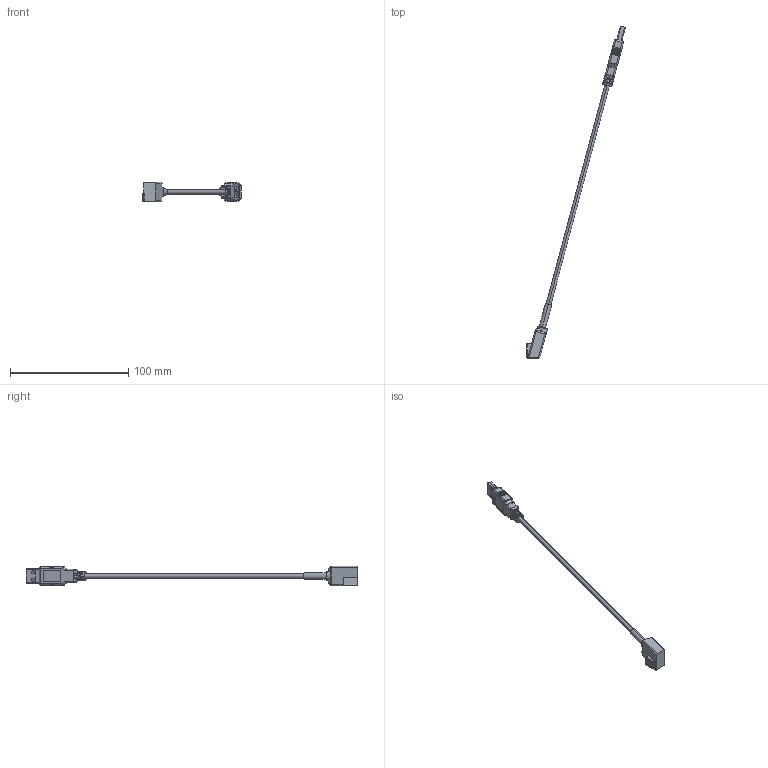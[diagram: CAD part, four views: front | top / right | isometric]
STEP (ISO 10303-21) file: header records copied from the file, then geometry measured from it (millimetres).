
FILE_DESCRIPTION((''),'2;1');
FILE_NAME('ASM0001_ASM','2011-12-02T',('dhelisch'),(''),'PRO/ENGINEER BY PARAMETRIC TECHNOLOGY CORPORATION, 2007250','PRO/ENGINEER BY PARAMETRIC TECHNOLOGY CORPORATION, 2007250','');
FILE_SCHEMA(('CONFIG_CONTROL_DESIGN'));
Length unit declared in the file: millimetre
Products named in the file (3): SENSOR; USB; ASM0001_ASM
Assembly tree (2 placements, depth 2):
  ASM0001_ASM
    SENSOR
    USB
Bounding box: 83.66 x 281.03 x 16.3 mm (x, y, z)
Volume: 10914.3 mm3; surface area: 7703.7 mm2
Topology: 2 solids, 2 shells, 337 faces, 911 edges, 572 vertices
Faces by surface type: plane 189, cylinder 106, bspline 24, sphere 8, torus 6, cone 4
Entity records: 17270 total; most frequent: CARTESIAN_POINT 5083, ORIENTED_EDGE 1802, DIRECTION 1677, PRESENTATION_STYLE_ASSIGNMENT 987, STYLED_ITEM 903, CURVE_STYLE 901, EDGE_CURVE 901, VERTEX_POINT 572
